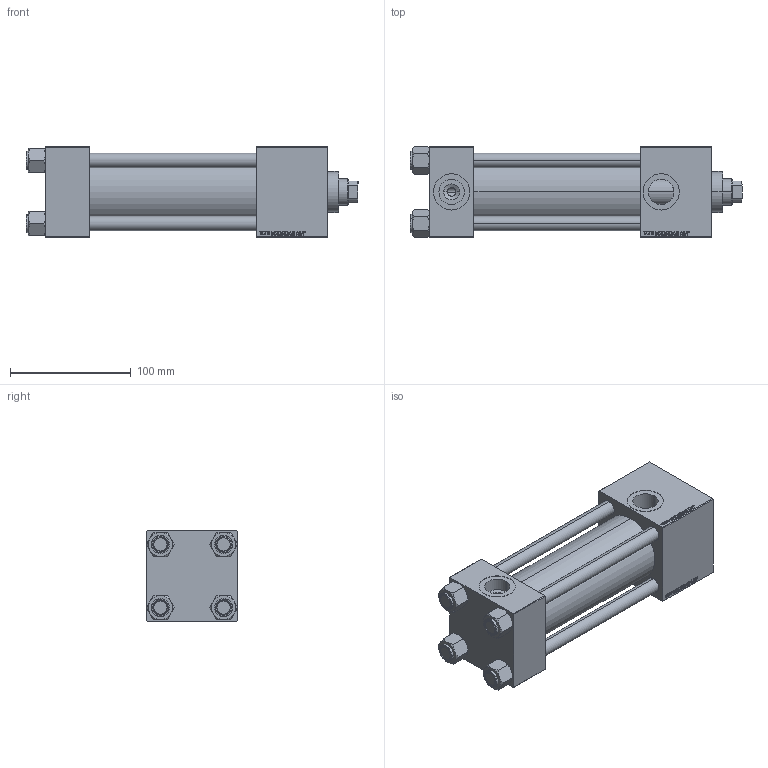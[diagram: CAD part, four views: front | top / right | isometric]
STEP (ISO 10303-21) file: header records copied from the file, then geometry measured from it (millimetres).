
FILE_DESCRIPTION (( 'STEP AP203' ), '1' );
FILE_NAME ('e7d3.STEP', '2023-09-24T20:41:11', ( '' ), ( '' ), 'SwSTEP 2.0', 'SolidWorks 2019', '' );
FILE_SCHEMA (( 'CONFIG_CONTROL_DESIGN' ));
Length unit declared in the file: millimetre
Products named in the file (6): V215CD_C_TYCINKA cee9b3fb4d22de0e415c243869de7c34; NUT_M5_V215CD_C cee9b3fb4d22de0e415c243869de7c34; V215CD_VC_C cee9b3fb4d22de0e415c243869de7c34; e7d3; V215CD_Body_C cee9b3fb4d22de0e415c243869de7c34; V215CD_VCP_C cee9b3fb4d22de0e415c243869de7c34
Assembly tree (11 placements, depth 2):
  e7d3
    V215CD_Body_C cee9b3fb4d22de0e415c243869de7c34
    V215CD_VC_C cee9b3fb4d22de0e415c243869de7c34
    V215CD_VCP_C cee9b3fb4d22de0e415c243869de7c34
    V215CD_C_TYCINKA cee9b3fb4d22de0e415c243869de7c34  x4
    NUT_M5_V215CD_C cee9b3fb4d22de0e415c243869de7c34  x4
Bounding box: 275 x 75.54 x 75 mm (x, y, z)
Volume: 763526.6 mm3; surface area: 191518.9 mm2
Topology: 11 solids, 11 shells, 1148 faces, 2874 edges, 1865 vertices
Faces by surface type: plane 526, bspline 392, cone 136, cylinder 86, torus 8
Entity records: 50214 total; most frequent: CARTESIAN_POINT 27116, ORIENTED_EDGE 5240, DIRECTION 3300, EDGE_CURVE 2620, VERTEX_POINT 1721, LINE 1590, VECTOR 1590, EDGE_LOOP 1157
